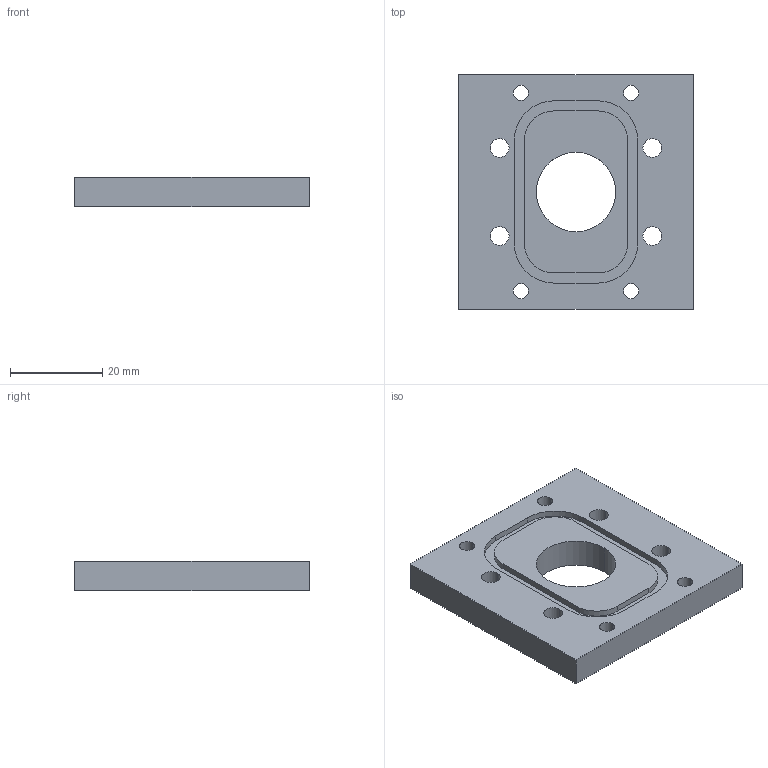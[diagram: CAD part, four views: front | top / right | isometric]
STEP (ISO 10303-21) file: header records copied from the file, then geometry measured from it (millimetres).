
FILE_DESCRIPTION (( 'STEP AP214' ), '1' );
FILE_NAME ('reel_housing_to_qf16_flange.STEP', '2022-04-15T23:25:55', ( '' ), ( '' ), 'SwSTEP 2.0', 'SolidWorks 2021', '' );
FILE_SCHEMA (( 'AUTOMOTIVE_DESIGN' ));
Length unit declared in the file: inch
Products named in the file (1): reel_housing_to_qf16_flange
Bounding box: 50.8 x 50.8 x 6.35 mm (x, y, z)
Volume: 14027.1 mm3; surface area: 7015.7 mm2
Topology: 1 solids, 1 shells, 50 faces, 130 edges, 84 vertices
Faces by surface type: cylinder 26, plane 16, cone 8
Entity records: 1626 total; most frequent: DIRECTION 292, CARTESIAN_POINT 265, ORIENTED_EDGE 260, EDGE_CURVE 130, AXIS2_PLACEMENT_3D 111, VERTEX_POINT 84, VECTOR 70, LINE 70
